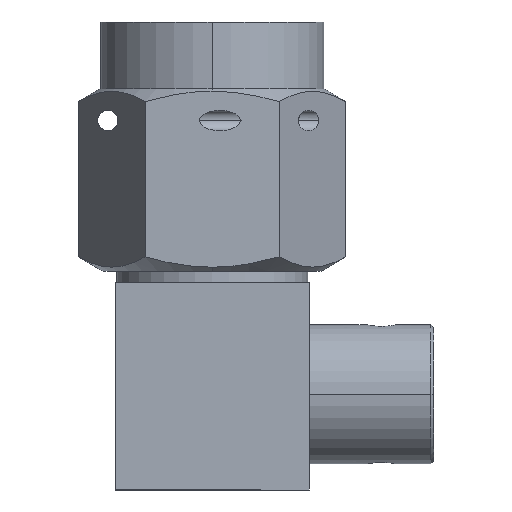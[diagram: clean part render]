
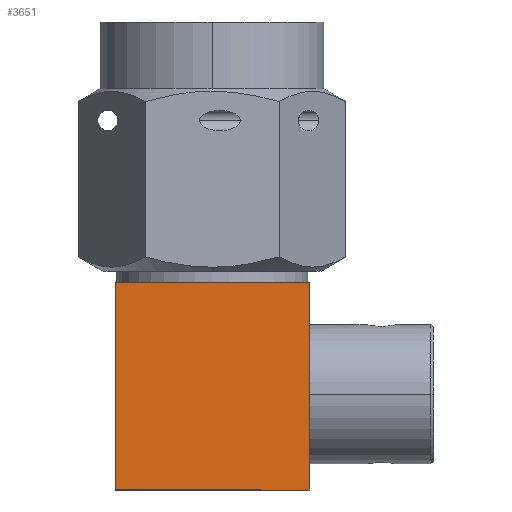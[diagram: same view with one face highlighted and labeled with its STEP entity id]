
A CAD part, left-side view. The second image highlights one B-rep face of the part: STEP entity #3651.
In plain terms, the highlighted planar face has unit normal (-1, 0, 0).
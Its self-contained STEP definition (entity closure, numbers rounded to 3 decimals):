
#264 = EDGE_CURVE ( 'NONE', #1428, #3322, #3659, .T. ) ;
#363 = ORIENTED_EDGE ( 'NONE', *, *, #264, .T. ) ;
#448 = EDGE_CURVE ( 'NONE', #3322, #1618, #669, .T. ) ;
#507 = ORIENTED_EDGE ( 'NONE', *, *, #1883, .T. ) ;
#562 = VECTOR ( 'NONE', #1576, 1000. ) ;
#669 = LINE ( 'NONE', #1594, #562 ) ;
#998 = CARTESIAN_POINT ( 'NONE',  ( -3.35, 3.35, -9. ) ) ;
#1027 = VECTOR ( 'NONE', #2339, 1000. ) ;
#1069 = VECTOR ( 'NONE', #1290, 1000. ) ;
#1290 = DIRECTION ( 'NONE',  ( 0., -1., 0. ) ) ;
#1327 = DIRECTION ( 'NONE',  ( 1., 0., 0. ) ) ;
#1374 = DIRECTION ( 'NONE',  ( 0., 0., 1. ) ) ;
#1375 = CARTESIAN_POINT ( 'NONE',  ( -3.35, 8.5, -9. ) ) ;
#1388 = FACE_OUTER_BOUND ( 'NONE', #3900, .T. ) ;
#1428 = VERTEX_POINT ( 'NONE', #2577 ) ;
#1537 = VERTEX_POINT ( 'NONE', #998 ) ;
#1576 = DIRECTION ( 'NONE',  ( 0., 0., 1. ) ) ;
#1594 = CARTESIAN_POINT ( 'NONE',  ( -3.35, -3.35, -22.85 ) ) ;
#1618 = VERTEX_POINT ( 'NONE', #1708 ) ;
#1678 = EDGE_CURVE ( 'NONE', #1428, #1537, #4074, .T. ) ;
#1681 = CARTESIAN_POINT ( 'NONE',  ( -3.35, 3.35, -22.85 ) ) ;
#1708 = CARTESIAN_POINT ( 'NONE',  ( -3.35, -3.35, -9. ) ) ;
#1883 = EDGE_CURVE ( 'NONE', #1618, #1537, #2745, .T. ) ;
#1996 = DIRECTION ( 'NONE',  ( 0., -1., 0. ) ) ;
#2339 = DIRECTION ( 'NONE',  ( 0., 1., 0. ) ) ;
#2408 = ORIENTED_EDGE ( 'NONE', *, *, #1678, .F. ) ;
#2577 = CARTESIAN_POINT ( 'NONE',  ( -3.35, 3.35, -16.15 ) ) ;
#2696 = VECTOR ( 'NONE', #1374, 1000. ) ;
#2745 = LINE ( 'NONE', #1375, #1027 ) ;
#2858 = ORIENTED_EDGE ( 'NONE', *, *, #448, .T. ) ;
#3046 = CARTESIAN_POINT ( 'NONE',  ( -3.35, -3.35, -16.15 ) ) ;
#3322 = VERTEX_POINT ( 'NONE', #3046 ) ;
#3621 = PLANE ( 'NONE',  #3836 ) ;
#3651 = ADVANCED_FACE ( 'NONE', ( #1388 ), #3621, .F. ) ;
#3659 = LINE ( 'NONE', #4203, #1069 ) ;
#3836 = AXIS2_PLACEMENT_3D ( 'NONE', #3943, #1327, #1996 ) ;
#3900 = EDGE_LOOP ( 'NONE', ( #363, #2858, #507, #2408 ) ) ;
#3943 = CARTESIAN_POINT ( 'NONE',  ( -3.35, -3.35, -22.85 ) ) ;
#4074 = LINE ( 'NONE', #1681, #2696 ) ;
#4203 = CARTESIAN_POINT ( 'NONE',  ( -3.35, 2.5, -16.15 ) ) ;
